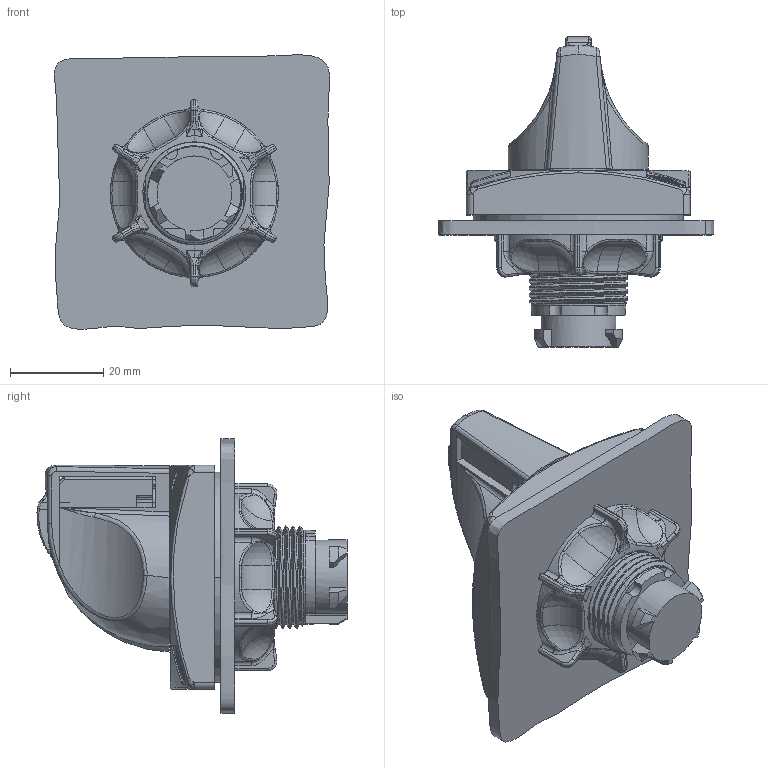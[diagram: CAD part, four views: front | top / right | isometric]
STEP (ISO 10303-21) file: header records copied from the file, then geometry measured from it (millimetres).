
FILE_DESCRIPTION((''),'2;1');
FILE_NAME('VAG-GT4L-3D-P_ASM','2015-09-17T',('mangiapr'),(''),'PRO/ENGINEER BY PARAMETRIC TECHNOLOGY CORPORATION, 2011080','PRO/ENGINEER BY PARAMETRIC TECHNOLOGY CORPORATION, 2011080','');
FILE_SCHEMA(('CONFIG_CONTROL_DESIGN'));
Products named in the file (11): 6765_PIENO; 6839; 6766_PIENO; 6406; 6458-TARGH_0-1_90; DIMA_R; 6840-P; 6377_002; 6841-PIENO; G6840_P_ASM; VAG-GT4L-3D-P_ASM
Assembly tree (10 placements, depth 3):
  VAG-GT4L-3D-P_ASM
    6765_PIENO
    6839
    6766_PIENO
    6406
    6458-TARGH_0-1_90
    DIMA_R
    G6840_P_ASM
      6840-P
      6377_002
      6841-PIENO
Bounding box: 58.95 x 66.39 x 58.82 mm (x, y, z)
Volume: 52509.5 mm3; surface area: 36324.4 mm2
Topology: 12 solids, 12 shells, 1729 faces, 4506 edges, 2859 vertices
Faces by surface type: plane 835, cylinder 414, bspline 240, torus 107, cone 68, sphere 63, extrusion 2
Entity records: 69783 total; most frequent: CARTESIAN_POINT 28904, ORIENTED_EDGE 9008, DIRECTION 7906, EDGE_CURVE 4504, AXIS2_PLACEMENT_3D 2899, VERTEX_POINT 2859, VECTOR 2108, LINE 2106
